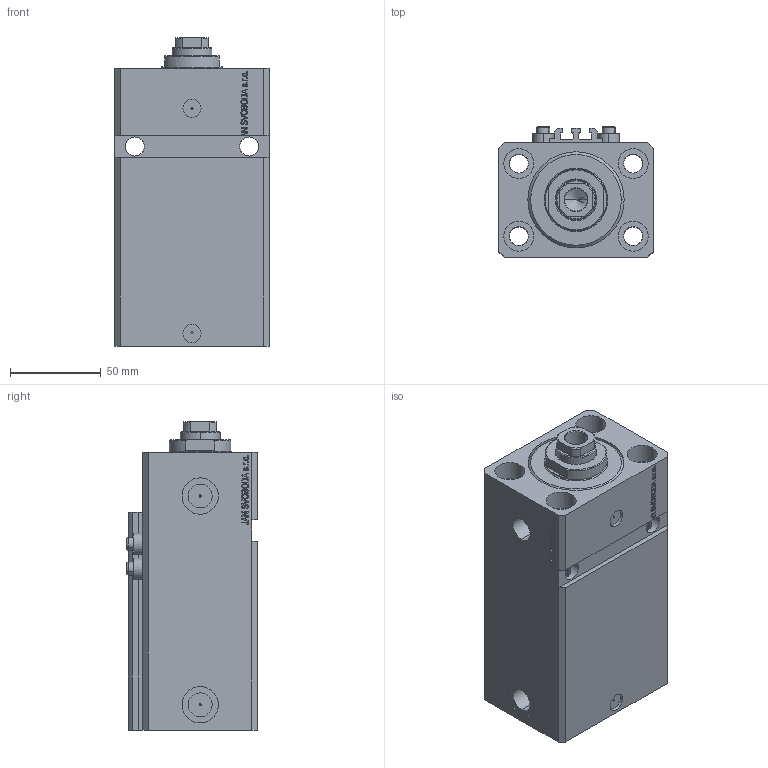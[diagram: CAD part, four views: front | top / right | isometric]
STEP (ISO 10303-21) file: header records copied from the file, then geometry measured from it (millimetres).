
FILE_DESCRIPTION (( 'STEP AP203' ), '1' );
FILE_NAME ('4c76.STEP', '2022-04-09T16:46:55', ( '' ), ( '' ), 'SwSTEP 2.0', 'SolidWorks 2019', '' );
FILE_SCHEMA (( 'CONFIG_CONTROL_DESIGN' ));
Length unit declared in the file: millimetre
Products named in the file (5): 4c76; ALLEN BOLT V250CE 6eb46a8a76f27b5d1aee69fe4855f194; V250CE_C_VCP 6eb46a8a76f27b5d1aee69fe4855f194; V250CE_E_Body 6eb46a8a76f27b5d1aee69fe4855f194; V250CE_VC_E 6eb46a8a76f27b5d1aee69fe4855f194
Assembly tree (7 placements, depth 2):
  4c76
    V250CE_E_Body 6eb46a8a76f27b5d1aee69fe4855f194
    ALLEN BOLT V250CE 6eb46a8a76f27b5d1aee69fe4855f194  x4
    V250CE_C_VCP 6eb46a8a76f27b5d1aee69fe4855f194
    V250CE_VC_E 6eb46a8a76f27b5d1aee69fe4855f194
Bounding box: 85 x 72 x 169.9 mm (x, y, z)
Volume: 688035.4 mm3; surface area: 142070.2 mm2
Topology: 8 solids, 8 shells, 1103 faces, 2767 edges, 1797 vertices
Faces by surface type: plane 539, bspline 356, cylinder 138, cone 56, torus 14
Entity records: 48125 total; most frequent: CARTESIAN_POINT 25016, ORIENTED_EDGE 5224, DIRECTION 3458, EDGE_CURVE 2612, VERTEX_POINT 1713, VECTOR 1596, LINE 1596, EDGE_LOOP 1167
